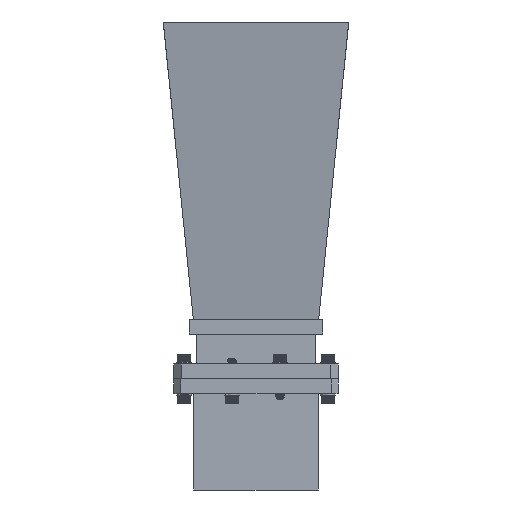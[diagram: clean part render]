
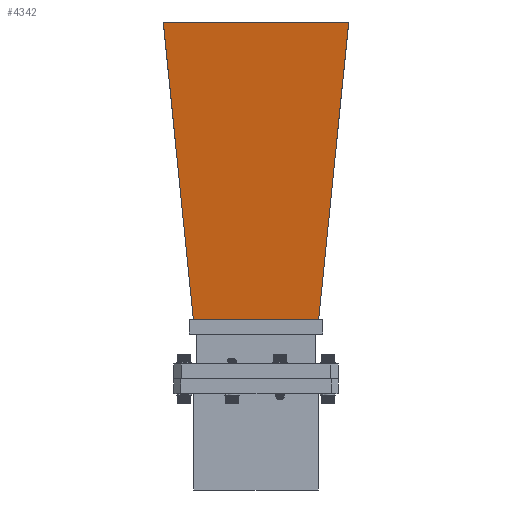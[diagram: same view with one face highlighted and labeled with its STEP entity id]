
A CAD part, front view. The second image highlights one B-rep face of the part: STEP entity #4342.
In plain terms, the highlighted face is planar.
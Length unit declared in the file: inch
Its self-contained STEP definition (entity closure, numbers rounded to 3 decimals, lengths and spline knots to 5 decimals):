
#32 = CARTESIAN_POINT ( 'NONE',  ( 1.56668, 5.26193, 1.153 ) ) ;
#437 = PLANE ( 'NONE',  #12930 ) ;
#442 = CARTESIAN_POINT ( 'NONE',  ( -1.56668, 5.26193, 1.153 ) ) ;
#687 = DIRECTION ( 'NONE',  ( 0.1, -0.987, -0.123 ) ) ;
#1666 = LINE ( 'NONE', #14044, #7815 ) ;
#1931 = VERTEX_POINT ( 'NONE', #5182 ) ;
#2636 = EDGE_CURVE ( 'NONE', #5254, #1931, #3258, .T. ) ;
#3185 = CARTESIAN_POINT ( 'NONE',  ( -1.10337, 0.688, 0.58501 ) ) ;
#3258 = LINE ( 'NONE', #3185, #5582 ) ;
#3306 = VECTOR ( 'NONE', #6907, 39.37008 ) ;
#3422 = CARTESIAN_POINT ( 'NONE',  ( 1.059, 0.25, 0.53062 ) ) ;
#3551 = EDGE_CURVE ( 'NONE', #1931, #7875, #13928, .T. ) ;
#3684 = CARTESIAN_POINT ( 'NONE',  ( 6.49659, 5.26193, 1.153 ) ) ;
#3763 = ORIENTED_EDGE ( 'NONE', *, *, #3551, .T. ) ;
#3904 = CARTESIAN_POINT ( 'NONE',  ( 6.49659, 0.15, 0.51821 ) ) ;
#4342 = ADVANCED_FACE ( 'NONE', ( #8525 ), #437, .F. ) ;
#5182 = CARTESIAN_POINT ( 'NONE',  ( -1.059, 0.25, 0.53062 ) ) ;
#5254 = VERTEX_POINT ( 'NONE', #442 ) ;
#5582 = VECTOR ( 'NONE', #687, 39.37008 ) ;
#6907 = DIRECTION ( 'NONE',  ( -1., 0., 0. ) ) ;
#7514 = DIRECTION ( 'NONE',  ( 0., 0.123, -0.992 ) ) ;
#7815 = VECTOR ( 'NONE', #10642, 39.37008 ) ;
#7850 = DIRECTION ( 'NONE',  ( 1., 0., 0. ) ) ;
#7875 = VERTEX_POINT ( 'NONE', #3422 ) ;
#8525 = FACE_OUTER_BOUND ( 'NONE', #10271, .T. ) ;
#8603 = DIRECTION ( 'NONE',  ( 0., 0.992, 0.123 ) ) ;
#8739 = EDGE_CURVE ( 'NONE', #13692, #5254, #9440, .T. ) ;
#9440 = LINE ( 'NONE', #3684, #3306 ) ;
#9503 = EDGE_CURVE ( 'NONE', #13692, #7875, #1666, .T. ) ;
#9785 = ORIENTED_EDGE ( 'NONE', *, *, #8739, .T. ) ;
#10271 = EDGE_LOOP ( 'NONE', ( #9785, #12531, #3763, #13350 ) ) ;
#10642 = DIRECTION ( 'NONE',  ( -0.1, -0.987, -0.123 ) ) ;
#10745 = VECTOR ( 'NONE', #7850, 39.37008 ) ;
#12400 = CARTESIAN_POINT ( 'NONE',  ( -2.12261, 0.25, 0.53062 ) ) ;
#12531 = ORIENTED_EDGE ( 'NONE', *, *, #2636, .T. ) ;
#12930 = AXIS2_PLACEMENT_3D ( 'NONE', #3904, #7514, #8603 ) ;
#13350 = ORIENTED_EDGE ( 'NONE', *, *, #9503, .F. ) ;
#13692 = VERTEX_POINT ( 'NONE', #32 ) ;
#13928 = LINE ( 'NONE', #12400, #10745 ) ;
#14044 = CARTESIAN_POINT ( 'NONE',  ( 1.10337, 0.688, 0.58501 ) ) ;
